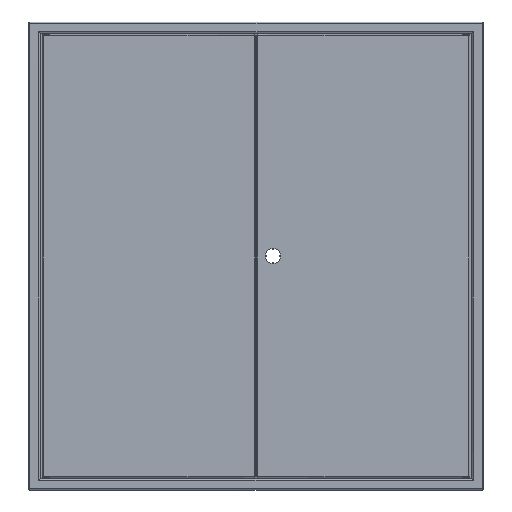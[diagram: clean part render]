
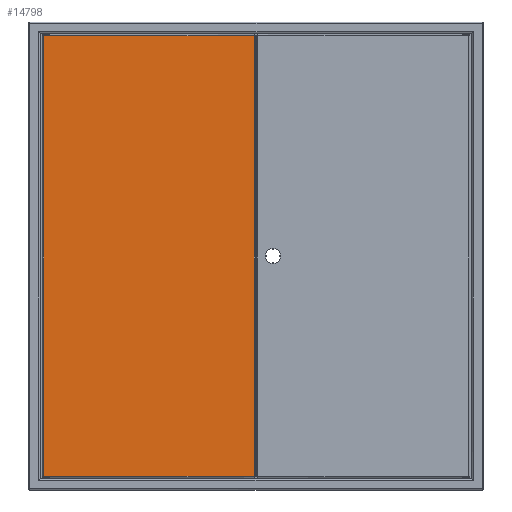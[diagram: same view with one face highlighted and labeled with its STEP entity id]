
A CAD part, top view. The second image highlights one B-rep face of the part: STEP entity #14798.
In plain terms, the highlighted planar face has unit normal (0, 0, 1).
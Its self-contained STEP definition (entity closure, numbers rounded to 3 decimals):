
#145 = EDGE_CURVE ( 'NONE', #14596, #10427, #6781, .T. ) ;
#621 = AXIS2_PLACEMENT_3D ( 'NONE', #3197, #1208, #23495 ) ;
#1208 = DIRECTION ( 'NONE',  ( 0., 0., 1. ) ) ;
#1661 = VECTOR ( 'NONE', #24458, 1000. ) ;
#2935 = ORIENTED_EDGE ( 'NONE', *, *, #16195, .T. ) ;
#3197 = CARTESIAN_POINT ( 'NONE',  ( 0., 0., 0. ) ) ;
#3784 = LINE ( 'NONE', #5651, #22425 ) ;
#5076 = PLANE ( 'NONE',  #621 ) ;
#5651 = CARTESIAN_POINT ( 'NONE',  ( 2.5, -2.207, 0. ) ) ;
#6170 = CARTESIAN_POINT ( 'NONE',  ( 477.5, -996.5, 0. ) ) ;
#6781 = LINE ( 'NONE', #22962, #8681 ) ;
#7024 = DIRECTION ( 'NONE',  ( 1., 0., 0. ) ) ;
#8681 = VECTOR ( 'NONE', #12890, 1000. ) ;
#9817 = VERTEX_POINT ( 'NONE', #20684 ) ;
#10427 = VERTEX_POINT ( 'NONE', #19850 ) ;
#11903 = DIRECTION ( 'NONE',  ( 0., -1., 0. ) ) ;
#12523 = ORIENTED_EDGE ( 'NONE', *, *, #23151, .T. ) ;
#12755 = LINE ( 'NONE', #20832, #13787 ) ;
#12890 = DIRECTION ( 'NONE',  ( -1., 0., 0. ) ) ;
#13787 = VECTOR ( 'NONE', #7024, 1000. ) ;
#14596 = VERTEX_POINT ( 'NONE', #22976 ) ;
#14798 = ADVANCED_FACE ( 'NONE', ( #23236 ), #5076, .T. ) ;
#16195 = EDGE_CURVE ( 'NONE', #9817, #21831, #12755, .T. ) ;
#16248 = LINE ( 'NONE', #24330, #1661 ) ;
#16487 = ORIENTED_EDGE ( 'NONE', *, *, #145, .T. ) ;
#19838 = ORIENTED_EDGE ( 'NONE', *, *, #22958, .T. ) ;
#19850 = CARTESIAN_POINT ( 'NONE',  ( 2.5, -2.5, 0. ) ) ;
#20684 = CARTESIAN_POINT ( 'NONE',  ( 2.5, -996.5, 0. ) ) ;
#20832 = CARTESIAN_POINT ( 'NONE',  ( 2.207, -996.5, 0. ) ) ;
#21831 = VERTEX_POINT ( 'NONE', #6170 ) ;
#22425 = VECTOR ( 'NONE', #11903, 1000. ) ;
#22958 = EDGE_CURVE ( 'NONE', #10427, #9817, #3784, .T. ) ;
#22962 = CARTESIAN_POINT ( 'NONE',  ( 480., -2.5, 0. ) ) ;
#22976 = CARTESIAN_POINT ( 'NONE',  ( 477.5, -2.5, 0. ) ) ;
#23151 = EDGE_CURVE ( 'NONE', #21831, #14596, #16248, .T. ) ;
#23236 = FACE_OUTER_BOUND ( 'NONE', #23903, .T. ) ;
#23495 = DIRECTION ( 'NONE',  ( 1., 0., 0. ) ) ;
#23903 = EDGE_LOOP ( 'NONE', ( #2935, #12523, #16487, #19838 ) ) ;
#24330 = CARTESIAN_POINT ( 'NONE',  ( 477.5, -996.5, 0. ) ) ;
#24458 = DIRECTION ( 'NONE',  ( 0., 1., 0. ) ) ;
